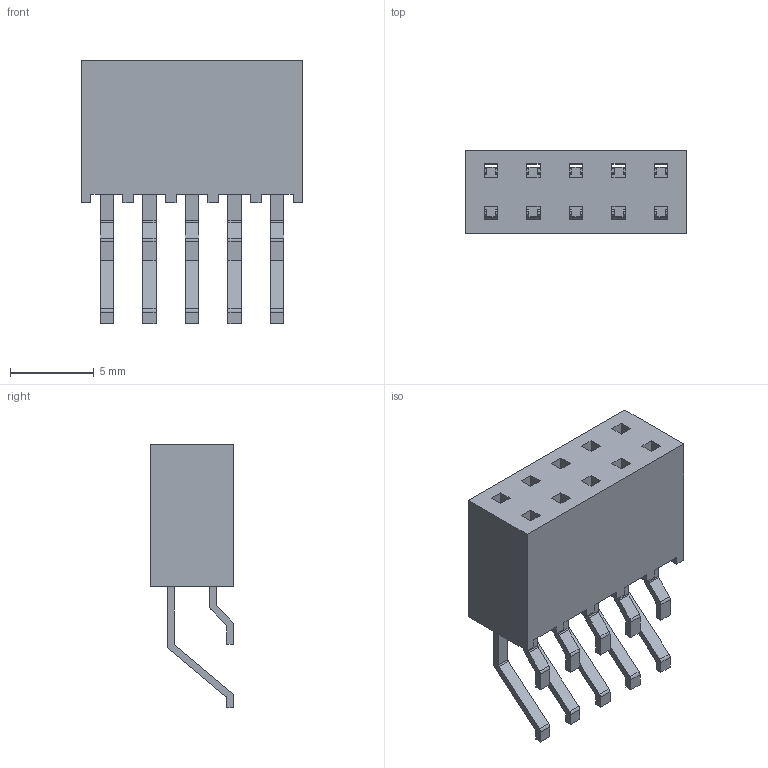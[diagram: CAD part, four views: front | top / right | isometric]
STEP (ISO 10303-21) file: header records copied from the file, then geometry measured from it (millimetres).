
FILE_DESCRIPTION(/* description */ ('STEP AP214'),/* implementation_level */ '2;1');
FILE_NAME(/* name */ 'SMH-105-02-H-D',/* time_stamp */ '2023-07-25T21:00:18+02:00',/* author */ ('License CC BY-ND 4.0'),/* organization */ ('CADENAS'),/* preprocessor_version */ 'ST-DEVELOPER v19.3',/* originating_system */ 'PARTsolutions',/* authorisation */ ' ');
FILE_SCHEMA (('AUTOMOTIVE_DESIGN {1 0 10303 214 3 1 1}'));
Length unit declared in the file: inch
Products named in the file (3): SMH-105-02-H-D; C-08-03-05-D_SMH; SMH-105-D_socket
Assembly tree (2 placements, depth 2):
  SMH-105-02-H-D
    C-08-03-05-D_SMH
    SMH-105-D_socket
Bounding box: 13.21 x 4.95 x 15.75 mm (x, y, z)
Volume: 562.2 mm3; surface area: 1197 mm2
Topology: 2 solids, 2 shells, 256 faces, 756 edges, 504 vertices
Faces by surface type: plane 216, cylinder 40
Entity records: 8558 total; most frequent: CARTESIAN_POINT 1519, ORIENTED_EDGE 1512, DIRECTION 1354, EDGE_CURVE 756, LINE 676, VECTOR 676, VERTEX_POINT 504, AXIS2_PLACEMENT_3D 339
